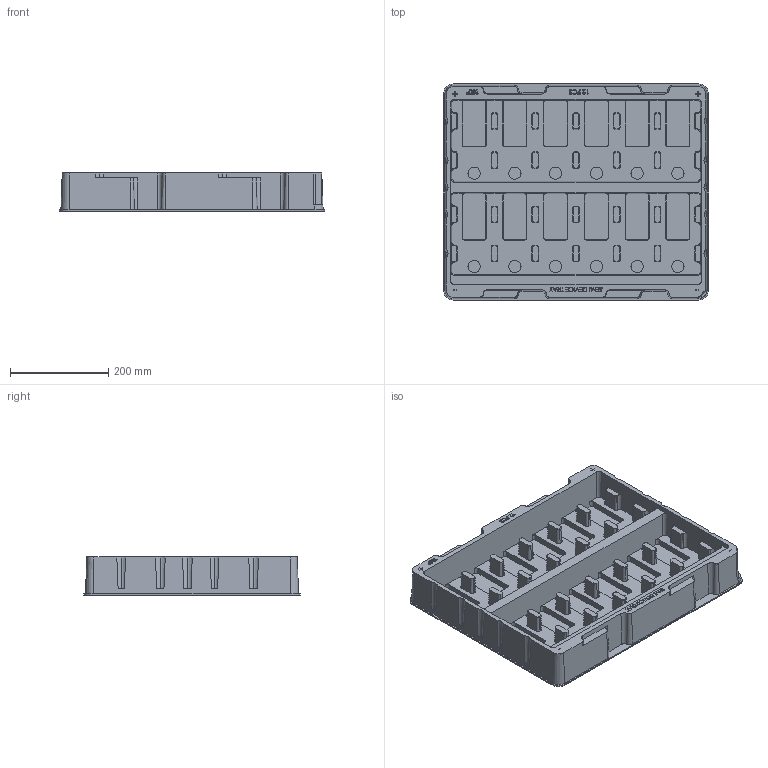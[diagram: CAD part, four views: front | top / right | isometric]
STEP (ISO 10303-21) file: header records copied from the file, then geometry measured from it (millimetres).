
FILE_DESCRIPTION (( 'STEP AP203' ), '1' );
FILE_NAME ('HOKI SEMI DEVICE TRAY.STEP', '2025-04-01T08:44:49', ( '' ), ( '' ), 'SwSTEP 2.0', 'SolidWorks 2023', '' );
FILE_SCHEMA (( 'CONFIG_CONTROL_DESIGN' ));
Products named in the file (1): HOKI SEMI DEVICE TRAY
Bounding box: 540 x 440 x 77.5 mm (x, y, z)
Volume: 1581711.7 mm3; surface area: 1270457.4 mm2
Topology: 1 solids, 1 shells, 1278 faces, 3519 edges, 2346 vertices
Faces by surface type: plane 680, cone 488, bspline 106, cylinder 4
Entity records: 46044 total; most frequent: CARTESIAN_POINT 13218, ORIENTED_EDGE 7038, DIRECTION 6581, EDGE_CURVE 3519, VERTEX_POINT 2346, VECTOR 2267, LINE 2267, AXIS2_PLACEMENT_3D 2157
